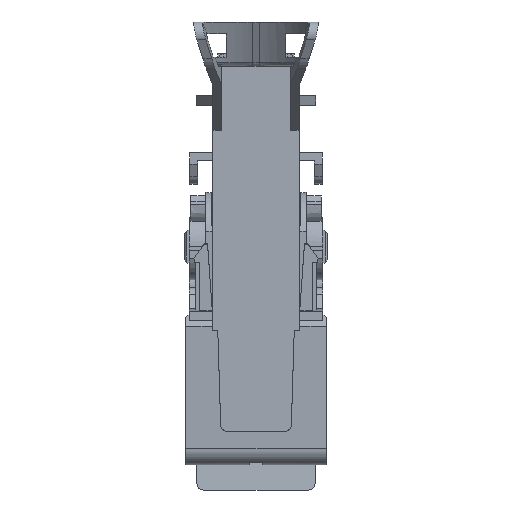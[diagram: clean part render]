
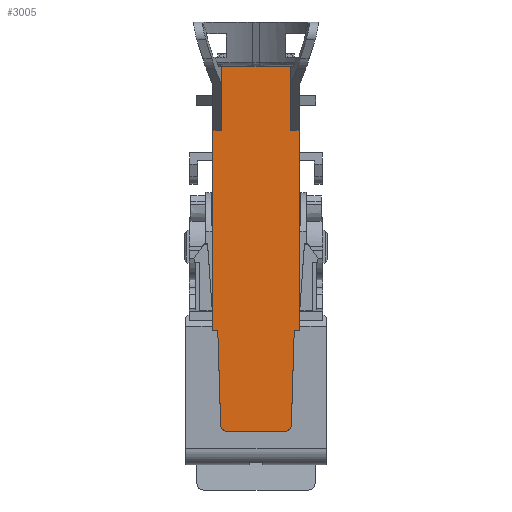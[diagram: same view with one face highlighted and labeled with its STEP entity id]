
A CAD part, top view. The second image highlights one B-rep face of the part: STEP entity #3005.
In plain terms, the highlighted planar face has unit normal (0, 0, 1).
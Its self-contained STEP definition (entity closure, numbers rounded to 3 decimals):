
#159=FACE_OUTER_BOUND('',#3534,.T.);
#570=PLANE('',#8619);
#981=LINE('',#11573,#2018);
#982=LINE('',#11576,#2019);
#983=LINE('',#11578,#2020);
#984=LINE('',#11580,#2021);
#985=LINE('',#11582,#2022);
#986=LINE('',#11584,#2023);
#987=LINE('',#11586,#2024);
#988=LINE('',#11588,#2025);
#2018=VECTOR('',#9306,1.);
#2019=VECTOR('',#9307,1.);
#2020=VECTOR('',#9308,1.);
#2021=VECTOR('',#9309,1.);
#2022=VECTOR('',#9310,1.);
#2023=VECTOR('',#9311,1.);
#2024=VECTOR('',#9312,1.);
#2025=VECTOR('',#9313,1.);
#3005=ADVANCED_FACE('',(#159),#570,.F.);
#3534=EDGE_LOOP('',(#4051,#4052,#4053,#4054,#4055,#4056,#4057,#4058));
#4051=ORIENTED_EDGE('',*,*,#7332,.T.);
#4052=ORIENTED_EDGE('',*,*,#7333,.F.);
#4053=ORIENTED_EDGE('',*,*,#7334,.F.);
#4054=ORIENTED_EDGE('',*,*,#7335,.F.);
#4055=ORIENTED_EDGE('',*,*,#7336,.T.);
#4056=ORIENTED_EDGE('',*,*,#7337,.T.);
#4057=ORIENTED_EDGE('',*,*,#7338,.T.);
#4058=ORIENTED_EDGE('',*,*,#7339,.T.);
#6498=VERTEX_POINT('',#11574);
#6499=VERTEX_POINT('',#11575);
#6500=VERTEX_POINT('',#11577);
#6501=VERTEX_POINT('',#11579);
#6502=VERTEX_POINT('',#11581);
#6503=VERTEX_POINT('',#11583);
#6504=VERTEX_POINT('',#11585);
#6505=VERTEX_POINT('',#11587);
#7332=EDGE_CURVE('',#6498,#6499,#981,.T.);
#7333=EDGE_CURVE('',#6500,#6499,#982,.T.);
#7334=EDGE_CURVE('',#6501,#6500,#983,.T.);
#7335=EDGE_CURVE('',#6502,#6501,#984,.T.);
#7336=EDGE_CURVE('',#6502,#6503,#985,.T.);
#7337=EDGE_CURVE('',#6503,#6504,#986,.T.);
#7338=EDGE_CURVE('',#6504,#6505,#987,.T.);
#7339=EDGE_CURVE('',#6505,#6498,#988,.T.);
#8619=AXIS2_PLACEMENT_3D('',#11589,#9314,#9315);
#9306=DIRECTION('',(0.,1.,0.));
#9307=DIRECTION('',(1.,0.,0.));
#9308=DIRECTION('',(0.,-1.,0.));
#9309=DIRECTION('',(1.,0.,0.));
#9310=DIRECTION('',(0.,-1.,0.));
#9311=DIRECTION('',(-1.,0.,0.));
#9312=DIRECTION('',(0.,-1.,0.));
#9313=DIRECTION('',(1.,0.,0.));
#9314=DIRECTION('',(0.,0.,-1.));
#9315=DIRECTION('',(1.,0.,0.));
#11573=CARTESIAN_POINT('',(2.494,11.615,74.145));
#11574=CARTESIAN_POINT('',(2.494,-16.585,74.145));
#11575=CARTESIAN_POINT('',(2.494,29.286,74.145));
#11576=CARTESIAN_POINT('',(2.494,29.286,74.145));
#11577=CARTESIAN_POINT('',(1.194,29.286,74.145));
#11578=CARTESIAN_POINT('',(1.194,43.265,74.145));
#11579=CARTESIAN_POINT('',(1.194,38.915,74.145));
#11580=CARTESIAN_POINT('',(1.494,38.915,74.145));
#11581=CARTESIAN_POINT('',(-9.206,38.915,74.145));
#11582=CARTESIAN_POINT('',(-9.206,43.265,74.145));
#11583=CARTESIAN_POINT('',(-9.206,29.286,74.145));
#11584=CARTESIAN_POINT('',(-4.506,29.286,74.145));
#11585=CARTESIAN_POINT('',(-10.506,29.286,74.145));
#11586=CARTESIAN_POINT('',(-10.506,11.615,74.145));
#11587=CARTESIAN_POINT('',(-10.506,-16.585,74.145));
#11588=CARTESIAN_POINT('',(-4.506,-16.585,74.145));
#11589=CARTESIAN_POINT('',(-4.506,11.615,74.145));
